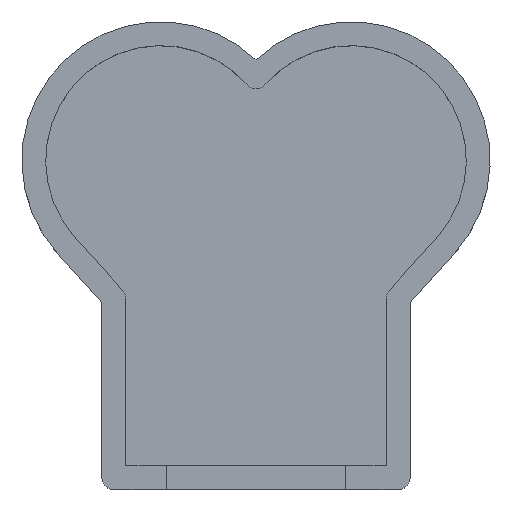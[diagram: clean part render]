
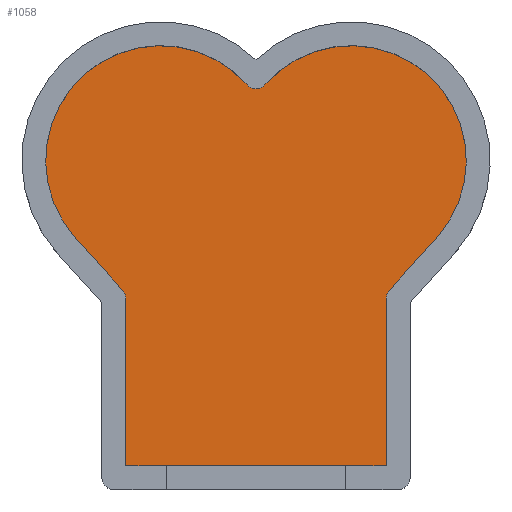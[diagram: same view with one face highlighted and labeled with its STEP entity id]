
A CAD part, top view. The second image highlights one B-rep face of the part: STEP entity #1058.
In plain terms, the highlighted planar face has unit normal (0, 0, 1).
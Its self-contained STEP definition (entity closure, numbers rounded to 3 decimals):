
#482 = EDGE_CURVE('',#483,#485,#487,.T.);
#483 = VERTEX_POINT('',#484);
#484 = CARTESIAN_POINT('',(5.156,-4.894,0.));
#485 = VERTEX_POINT('',#486);
#486 = CARTESIAN_POINT('',(0.074,-4.899,0.));
#487 = LINE('',#488,#489);
#488 = CARTESIAN_POINT('',(5.156,-4.894,0.));
#489 = VECTOR('',#490,1.);
#490 = DIRECTION('',(-1.,-0.001,0.));
#525 = VERTEX_POINT('',#526);
#526 = CARTESIAN_POINT('',(5.157,-4.894,0.));
#532 = EDGE_CURVE('',#483,#525,#533,.T.);
#533 = CIRCLE('',#534,0.598);
#534 = AXIS2_PLACEMENT_3D('',#535,#536,#537);
#535 = CARTESIAN_POINT('',(5.157,-5.493,0.));
#536 = DIRECTION('',(-0.,0.,-1.));
#537 = DIRECTION('',(-1.,-0.001,0.));
#550 = VERTEX_POINT('',#551);
#551 = CARTESIAN_POINT('',(6.55,-4.894,0.));
#557 = EDGE_CURVE('',#525,#550,#558,.T.);
#558 = LINE('',#559,#560);
#559 = CARTESIAN_POINT('',(5.157,-4.894,0.));
#560 = VECTOR('',#561,1.);
#561 = DIRECTION('',(1.,0.,0.));
#574 = VERTEX_POINT('',#575);
#575 = CARTESIAN_POINT('',(6.55,3.523,0.));
#581 = EDGE_CURVE('',#550,#574,#582,.T.);
#582 = LINE('',#583,#584);
#583 = CARTESIAN_POINT('',(6.55,-4.894,0.));
#584 = VECTOR('',#585,1.);
#585 = DIRECTION('',(0.,1.,0.));
#598 = VERTEX_POINT('',#599);
#599 = CARTESIAN_POINT('',(6.703,3.922,0.));
#605 = EDGE_CURVE('',#574,#598,#606,.T.);
#606 = CIRCLE('',#607,0.598);
#607 = AXIS2_PLACEMENT_3D('',#608,#609,#610);
#608 = CARTESIAN_POINT('',(7.149,3.523,0.));
#609 = DIRECTION('',(-0.,-0.,-1.));
#610 = DIRECTION('',(0.,-1.,0.));
#623 = VERTEX_POINT('',#624);
#624 = CARTESIAN_POINT('',(9.139,6.634,0.));
#630 = EDGE_CURVE('',#598,#623,#631,.T.);
#631 = LINE('',#632,#633);
#632 = CARTESIAN_POINT('',(6.703,3.922,0.));
#633 = VECTOR('',#634,1.);
#634 = DIRECTION('',(0.668,0.744,0.));
#647 = VERTEX_POINT('',#648);
#648 = CARTESIAN_POINT('',(0.45,14.247,0.));
#654 = EDGE_CURVE('',#623,#647,#655,.T.);
#655 = CIRCLE('',#656,5.776);
#656 = AXIS2_PLACEMENT_3D('',#657,#658,#659);
#657 = CARTESIAN_POINT('',(4.793,10.439,0.));
#658 = DIRECTION('',(0.,0.,1.));
#659 = DIRECTION('',(1.,0.,0.));
#672 = VERTEX_POINT('',#673);
#673 = CARTESIAN_POINT('',(-0.45,14.247,0.));
#679 = EDGE_CURVE('',#647,#672,#680,.T.);
#680 = CIRCLE('',#681,0.598);
#681 = AXIS2_PLACEMENT_3D('',#682,#683,#684);
#682 = CARTESIAN_POINT('',(0.,14.641,0.));
#683 = DIRECTION('',(0.,0.,-1.));
#684 = DIRECTION('',(0.659,0.752,0.));
#697 = VERTEX_POINT('',#698);
#698 = CARTESIAN_POINT('',(-9.139,6.634,0.));
#704 = EDGE_CURVE('',#672,#697,#705,.T.);
#705 = CIRCLE('',#706,5.776);
#706 = AXIS2_PLACEMENT_3D('',#707,#708,#709);
#707 = CARTESIAN_POINT('',(-4.793,10.44,0.));
#708 = DIRECTION('',(0.,0.,1.));
#709 = DIRECTION('',(1.,0.,0.));
#720 = VERTEX_POINT('',#721);
#721 = CARTESIAN_POINT('',(-6.703,3.922,0.));
#729 = EDGE_CURVE('',#720,#697,#730,.T.);
#730 = LINE('',#731,#732);
#731 = CARTESIAN_POINT('',(-6.703,3.922,0.));
#732 = VECTOR('',#733,1.);
#733 = DIRECTION('',(-0.668,0.744,0.));
#746 = VERTEX_POINT('',#747);
#747 = CARTESIAN_POINT('',(-6.55,3.523,0.));
#753 = EDGE_CURVE('',#720,#746,#754,.T.);
#754 = CIRCLE('',#755,0.598);
#755 = AXIS2_PLACEMENT_3D('',#756,#757,#758);
#756 = CARTESIAN_POINT('',(-7.149,3.523,0.));
#757 = DIRECTION('',(0.,0.,-1.));
#758 = DIRECTION('',(-0.668,0.744,0.));
#769 = VERTEX_POINT('',#770);
#770 = CARTESIAN_POINT('',(-6.55,-4.894,0.));
#778 = EDGE_CURVE('',#769,#746,#779,.T.);
#779 = LINE('',#780,#781);
#780 = CARTESIAN_POINT('',(-6.55,-4.894,0.));
#781 = VECTOR('',#782,1.);
#782 = DIRECTION('',(0.,1.,0.));
#793 = VERTEX_POINT('',#794);
#794 = CARTESIAN_POINT('',(-5.157,-4.894,0.));
#802 = EDGE_CURVE('',#793,#769,#803,.T.);
#803 = LINE('',#804,#805);
#804 = CARTESIAN_POINT('',(-5.157,-4.894,0.));
#805 = VECTOR('',#806,1.);
#806 = DIRECTION('',(-1.,0.,0.));
#816 = EDGE_CURVE('',#793,#485,#817,.T.);
#817 = LINE('',#818,#819);
#818 = CARTESIAN_POINT('',(-5.157,-4.894,0.));
#819 = VECTOR('',#820,1.);
#820 = DIRECTION('',(1.,-0.001,0.));
#1058 = ADVANCED_FACE('',(#1059),#1075,.T.);
#1059 = FACE_BOUND('',#1060,.T.);
#1060 = EDGE_LOOP('',(#1061,#1062,#1063,#1064,#1065,#1066,#1067,#1068,
    #1069,#1070,#1071,#1072,#1073,#1074));
#1061 = ORIENTED_EDGE('',*,*,#482,.F.);
#1062 = ORIENTED_EDGE('',*,*,#532,.T.);
#1063 = ORIENTED_EDGE('',*,*,#557,.T.);
#1064 = ORIENTED_EDGE('',*,*,#581,.T.);
#1065 = ORIENTED_EDGE('',*,*,#605,.T.);
#1066 = ORIENTED_EDGE('',*,*,#630,.T.);
#1067 = ORIENTED_EDGE('',*,*,#654,.T.);
#1068 = ORIENTED_EDGE('',*,*,#679,.T.);
#1069 = ORIENTED_EDGE('',*,*,#704,.T.);
#1070 = ORIENTED_EDGE('',*,*,#729,.F.);
#1071 = ORIENTED_EDGE('',*,*,#753,.T.);
#1072 = ORIENTED_EDGE('',*,*,#778,.F.);
#1073 = ORIENTED_EDGE('',*,*,#802,.F.);
#1074 = ORIENTED_EDGE('',*,*,#816,.T.);
#1075 = PLANE('',#1076);
#1076 = AXIS2_PLACEMENT_3D('',#1077,#1078,#1079);
#1077 = CARTESIAN_POINT('',(0.,5.674,0.));
#1078 = DIRECTION('',(0.,0.,1.));
#1079 = DIRECTION('',(1.,0.,0.));
